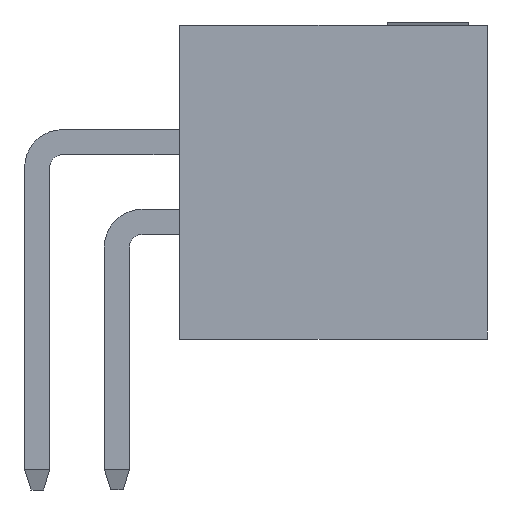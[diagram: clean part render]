
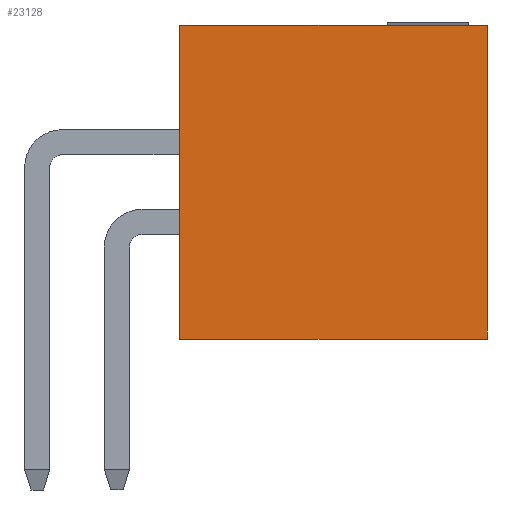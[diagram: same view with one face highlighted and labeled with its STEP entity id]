
A CAD part, front view. The second image highlights one B-rep face of the part: STEP entity #23128.
In plain terms, the highlighted face is planar.
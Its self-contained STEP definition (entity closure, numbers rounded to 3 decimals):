
#1061=ORIENTED_EDGE('',*,*,#5558,.F.);
#1062=ORIENTED_EDGE('',*,*,#5559,.F.);
#1063=ORIENTED_EDGE('',*,*,#5560,.T.);
#1064=ORIENTED_EDGE('',*,*,#5561,.T.);
#5558=EDGE_CURVE('',#7796,#7797,#9430,.T.);
#5559=EDGE_CURVE('',#7798,#7796,#9431,.T.);
#5560=EDGE_CURVE('',#7798,#7799,#9432,.T.);
#5561=EDGE_CURVE('',#7799,#7797,#9433,.T.);
#7796=VERTEX_POINT('',#30557);
#7797=VERTEX_POINT('',#30558);
#7798=VERTEX_POINT('',#30560);
#7799=VERTEX_POINT('',#30562);
#9430=LINE('',#30556,#11706);
#9431=LINE('',#30559,#11707);
#9432=LINE('',#30561,#11708);
#9433=LINE('',#30563,#11709);
#11706=VECTOR('',#25902,1000.);
#11707=VECTOR('',#25903,1000.);
#11708=VECTOR('',#25904,1000.);
#11709=VECTOR('',#25905,1000.);
#13594=EDGE_LOOP('',(#1061,#1062,#1063,#1064));
#14578=FACE_BOUND('',#13594,.T.);
#15562=PLANE('',#24088);
#23128=ADVANCED_FACE('',(#14578),#15562,.T.);
#24088=AXIS2_PLACEMENT_3D('',#30555,#25900,#25901);
#25900=DIRECTION('',(1.,0.,0.));
#25901=DIRECTION('',(0.,0.,-1.));
#25902=DIRECTION('',(0.,0.,-1.));
#25903=DIRECTION('',(0.,1.,0.));
#25904=DIRECTION('',(0.,0.,-1.));
#25905=DIRECTION('',(0.,1.,0.));
#30555=CARTESIAN_POINT('',(12.7,-2.5,2.45));
#30556=CARTESIAN_POINT('',(12.7,2.5,2.45));
#30557=CARTESIAN_POINT('',(12.7,2.5,2.45));
#30558=CARTESIAN_POINT('',(12.7,2.5,-2.45));
#30559=CARTESIAN_POINT('',(12.7,-2.5,2.45));
#30560=CARTESIAN_POINT('',(12.7,-2.5,2.45));
#30561=CARTESIAN_POINT('',(12.7,-2.5,2.45));
#30562=CARTESIAN_POINT('',(12.7,-2.5,-2.45));
#30563=CARTESIAN_POINT('',(12.7,-2.5,-2.45));
